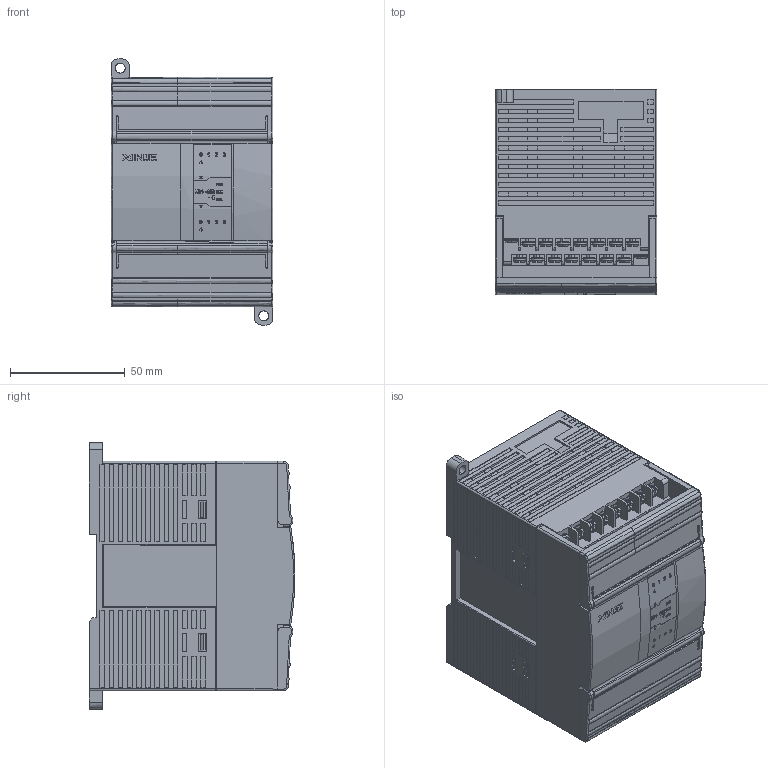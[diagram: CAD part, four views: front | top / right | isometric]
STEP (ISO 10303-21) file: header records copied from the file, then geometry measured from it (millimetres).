
FILE_DESCRIPTION(/* description */ (''),/* implementation_level */ '2;1');
FILE_NAME(/* name */ 'XD1-10~4',/* time_stamp */ '2022-08-30T15:44:15+08:00',/* author */ (''),/* organization */ (''),/* preprocessor_version */ 'ST-DEVELOPER v16.5',/* originating_system */ '',/* authorisation */ '');
FILE_SCHEMA (('CONFIG_CONTROL_DESIGN'));
Products named in the file (1): Document
Bounding box: 70.6 x 89.68 x 116 mm (x, y, z)
Volume: 576099.9 mm3; surface area: 70256.2 mm2
Topology: 2 solids, 40 shells, 3089 faces, 8766 edges, 5887 vertices
Faces by surface type: plane 2085, cylinder 689, bspline 315
Entity records: 122984 total; most frequent: CARTESIAN_POINT 65773, ORIENTED_EDGE 17106, EDGE_CURVE 8764, B_SPLINE_CURVE_WITH_KNOTS 7007, VERTEX_POINT 5883, EDGE_LOOP 3413, ADVANCED_FACE 3080, FACE_OUTER_BOUND 3080
